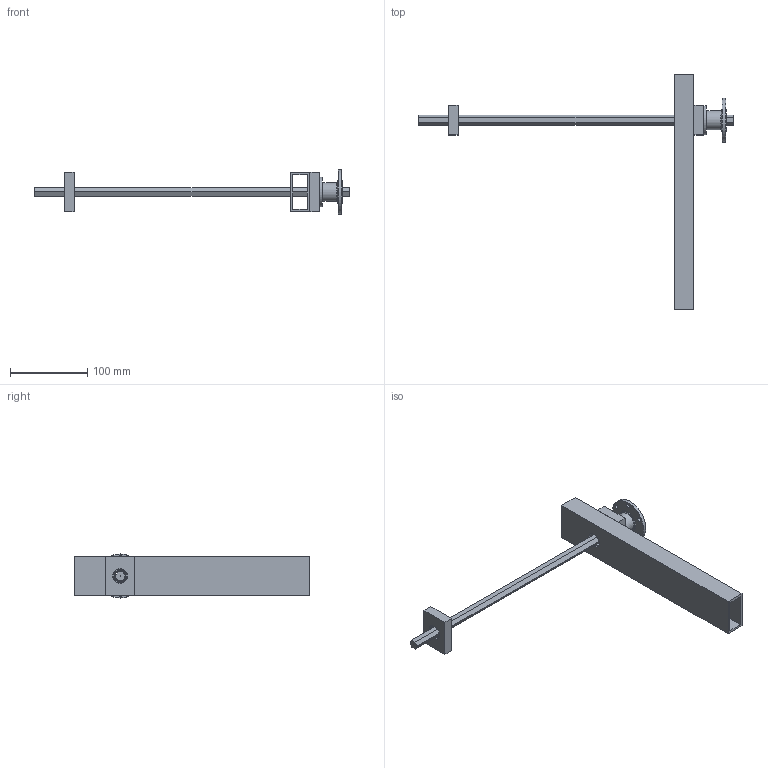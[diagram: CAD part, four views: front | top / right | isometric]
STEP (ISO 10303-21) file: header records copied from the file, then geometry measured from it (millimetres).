
FILE_DESCRIPTION(/* description */ (''),/* implementation_level */ '2;1');
FILE_NAME(/* name */ 'Assembly1.stp',/* time_stamp */ '2017-01-31T11:35:09-08:00',/* author */ ('bbier'),/* organization */ (''),/* preprocessor_version */ 'ST-DEVELOPER v16.1',/* originating_system */ 'Autodesk Inventor 2016',/* authorisation */ '');
FILE_SCHEMA (('AUTOMOTIVE_DESIGN { 1 0 10303 214 3 1 1 }'));
Length unit declared in the file: inch
Products named in the file (7): upright; axle; bearing retainer; bearing .5; fender washer; am-0096a+500+Hex+Hub+r2; Assembly1
Assembly tree (8 placements, depth 2):
  Assembly1
    upright
    axle
    bearing retainer  x2
    bearing .5  x2
    fender washer
    am-0096a+500+Hex+Hub+r2
Bounding box: 406.4 x 304.8 x 57.15 mm (x, y, z)
Volume: 240694.2 mm3; surface area: 135896 mm2
Topology: 38 solids, 38 shells, 150 faces, 324 edges, 211 vertices
Faces by surface type: plane 65, cylinder 41, sphere 24, cone 16, torus 4
Full cylindrical faces by diameter (mm): 0.025 x1, 5.182 x6, 12.7 x3, 14.392 x2, 16.678 x6, 18.963 x2, 19.05 x4, 22.312 x8, 24.333 x1, 28.575 x6, 38.1 x1, 57.15 x1
Entity records: 2662 total; most frequent: DIRECTION 464, CARTESIAN_POINT 408, ORIENTED_EDGE 304, AXIS2_PLACEMENT_3D 196, EDGE_LOOP 182, EDGE_CURVE 152, VERTEX_POINT 140, FACE_OUTER_BOUND 101
